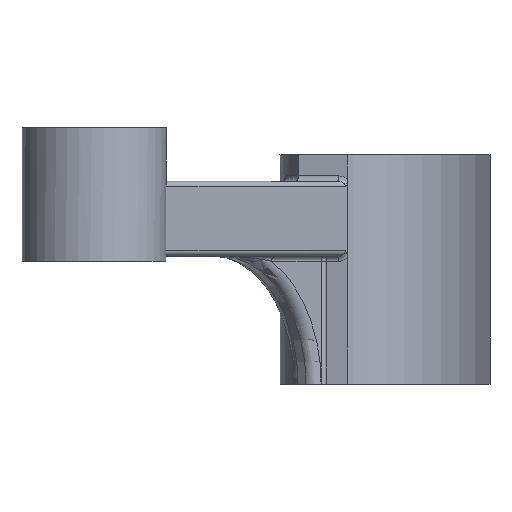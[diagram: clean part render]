
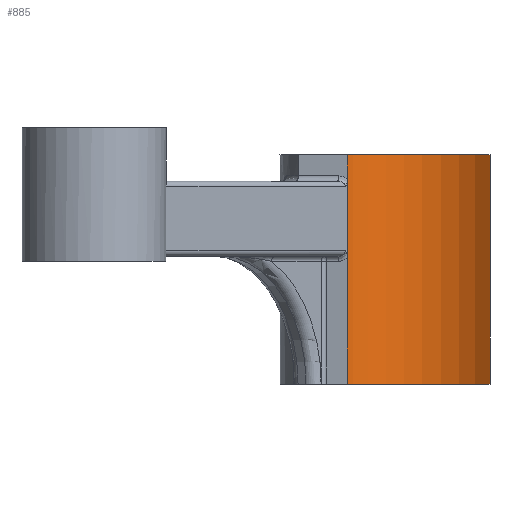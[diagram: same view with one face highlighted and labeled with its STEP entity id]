
A CAD part, left-side view. The second image highlights one B-rep face of the part: STEP entity #885.
In plain terms, the highlighted cylindrical face has radius 20 mm (diameter 40 mm), a partial arc.
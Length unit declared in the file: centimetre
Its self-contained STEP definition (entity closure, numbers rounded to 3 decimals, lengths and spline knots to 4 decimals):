
#46=LINE('',#1476,#88);
#59=LINE('',#1934,#101);
#73=LINE('',#2190,#115);
#74=LINE('',#2194,#116);
#88=VECTOR('',#1060,1.);
#101=VECTOR('',#1127,1.);
#115=VECTOR('',#1213,1.);
#116=VECTOR('',#1218,1.);
#137=CYLINDRICAL_SURFACE('',#994,2.);
#235=FACE_OUTER_BOUND('',#293,.T.);
#293=EDGE_LOOP('',(#772,#773,#774,#775,#776,#777));
#355=CIRCLE('',#991,2.);
#356=CIRCLE('',#995,2.);
#381=VERTEX_POINT('',#1464);
#382=VERTEX_POINT('',#1475);
#413=VERTEX_POINT('',#1933);
#431=VERTEX_POINT('',#2183);
#432=VERTEX_POINT('',#2185);
#433=VERTEX_POINT('',#2192);
#467=EDGE_CURVE('',#382,#381,#46,.T.);
#516=EDGE_CURVE('',#413,#382,#59,.T.);
#554=EDGE_CURVE('',#431,#432,#355,.T.);
#556=EDGE_CURVE('',#381,#432,#73,.T.);
#557=EDGE_CURVE('',#413,#433,#356,.T.);
#558=EDGE_CURVE('',#433,#431,#74,.T.);
#772=ORIENTED_EDGE('',*,*,#557,.F.);
#773=ORIENTED_EDGE('',*,*,#516,.T.);
#774=ORIENTED_EDGE('',*,*,#467,.T.);
#775=ORIENTED_EDGE('',*,*,#556,.T.);
#776=ORIENTED_EDGE('',*,*,#554,.F.);
#777=ORIENTED_EDGE('',*,*,#558,.F.);
#885=ADVANCED_FACE('',(#235),#137,.F.);
#991=AXIS2_PLACEMENT_3D('',#2186,#1206,#1207);
#994=AXIS2_PLACEMENT_3D('',#2191,#1214,#1215);
#995=AXIS2_PLACEMENT_3D('',#2193,#1216,#1217);
#1060=DIRECTION('',(0.,0.,-1.));
#1127=DIRECTION('',(0.,0.,-1.));
#1206=DIRECTION('center_axis',(0.,0.,
1.));
#1207=DIRECTION('ref_axis',(-0.745,0.667,0.));
#1213=DIRECTION('',(0.,0.,-1.));
#1214=DIRECTION('center_axis',(0.,0.,
-1.));
#1215=DIRECTION('ref_axis',(-0.745,0.667,0.));
#1216=DIRECTION('center_axis',(0.,0.,
-1.));
#1217=DIRECTION('ref_axis',(-0.745,0.667,0.));
#1218=DIRECTION('',(0.,0.,-1.));
#1464=CARTESIAN_POINT('',(-12.9311,22.4035,-6.7623));
#1475=CARTESIAN_POINT('',(-12.9311,22.4035,-5.2977));
#1476=CARTESIAN_POINT('',(-12.9311,22.4035,-5.33));
#1933=CARTESIAN_POINT('',(-12.9311,22.4035,-4.83));
#1934=CARTESIAN_POINT('',(-12.9311,22.4035,-4.83));
#2183=CARTESIAN_POINT('',(-9.9524,19.7337,-9.13));
#2185=CARTESIAN_POINT('',(-12.9311,22.4035,-9.13));
#2186=CARTESIAN_POINT('Origin',(-11.4418,21.0686,-9.13));
#2190=CARTESIAN_POINT('',(-12.9311,22.4035,-4.83));
#2191=CARTESIAN_POINT('Origin',(-11.4418,21.0686,-4.83));
#2192=CARTESIAN_POINT('',(-9.9524,19.7337,-4.83));
#2193=CARTESIAN_POINT('Origin',(-11.4418,21.0686,-4.83));
#2194=CARTESIAN_POINT('',(-9.9524,19.7337,-4.83));
